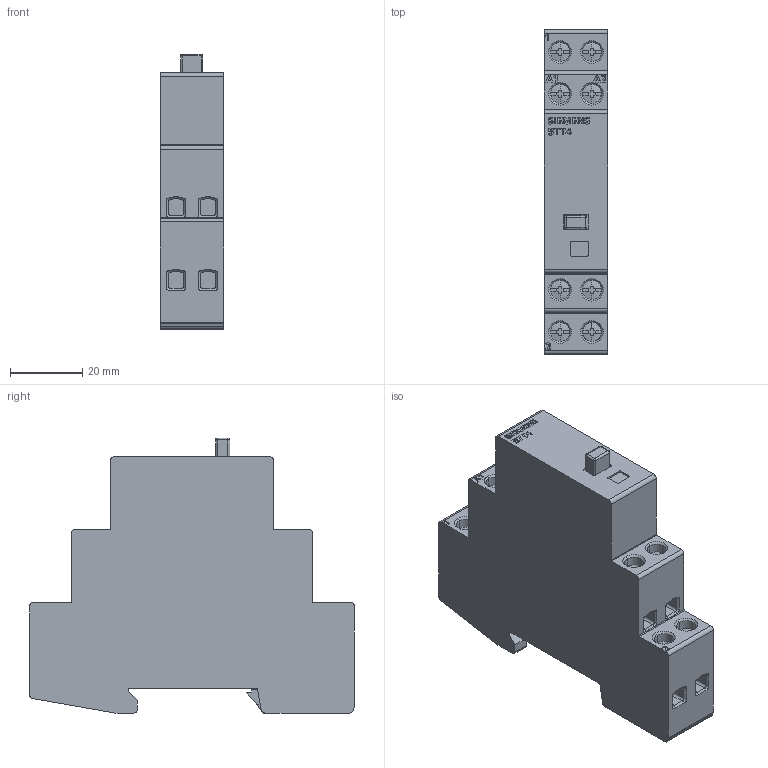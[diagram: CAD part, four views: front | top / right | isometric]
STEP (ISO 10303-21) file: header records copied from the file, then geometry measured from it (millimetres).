
FILE_DESCRIPTION(('STEP AP214'),'1');
FILE_NAME('cctmp_B5D60E99-D6B7-46EB-915D-EB4837DCA022_2023_07_24_21_08_55_0305..stp','2023-07-24T19:08:55',('SIEMENS A&D'),('CADClick - www.CADClick.com'),'Spatial InterOp 3D postprocessed',' ','unknown authorization');
FILE_SCHEMA(('AUTOMOTIVE_DESIGN'));
Length unit declared in the file: millimetre
Products named in the file (1): 2023_07_24_21_08_55_0274
Bounding box: 17.6 x 89.8 x 76.26 mm (x, y, z)
Volume: 80183.9 mm3; surface area: 18741.3 mm2
Topology: 1 solids, 9 shells, 655 faces, 1798 edges, 1197 vertices
Faces by surface type: plane 360, cylinder 229, sphere 36, cone 16, extrusion 14
Entity records: 23782 total; most frequent: CARTESIAN_POINT 4807, ORIENTED_EDGE 3588, DIRECTION 3520, EDGE_CURVE 1794, AXIS2_PLACEMENT_3D 1219, VERTEX_POINT 1197, VECTOR 1082, LINE 1068
